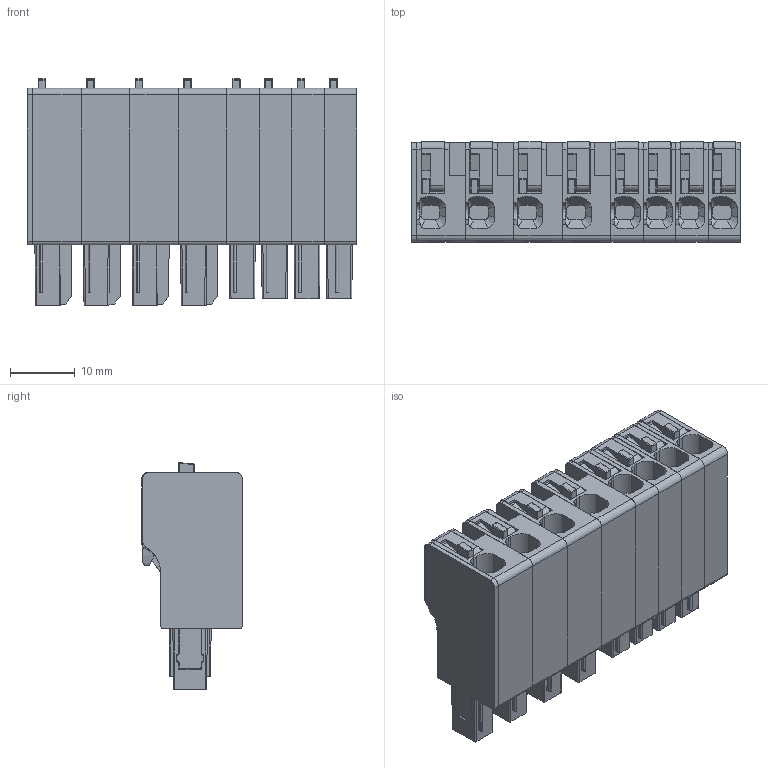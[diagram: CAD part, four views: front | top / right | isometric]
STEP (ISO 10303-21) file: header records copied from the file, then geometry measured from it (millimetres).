
FILE_DESCRIPTION(('CATIA V5 STEP Exchange','CAx-IF Rec.Pracs.--- Model Styling and Organization---1.4--- 2014-01-23'),'2;1');
FILE_NAME ('1361877-2_0_8000078352_8000078352.stp','2021-10-26T12:01:17+00:00',('none'),('Weidmueller'),'CATIA Version 5-6 Release 2016 SP3 HF44','CATIA V5 STEP AP214','none');
FILE_SCHEMA(('AUTOMOTIVE_DESIGN { 1 0 10303 214 1 1 1 1 }'));
Products named in the file (1): 8000078352
Bounding box: 50.8 x 15.5 x 35 mm (x, y, z)
Volume: 17119.4 mm3; surface area: 16794.5 mm2
Topology: 25 solids, 25 shells, 2109 faces, 5840 edges, 3817 vertices
Faces by surface type: plane 1228, cylinder 694, sphere 64, cone 60, bspline 32, torus 19, extrusion 12
Entity records: 72023 total; most frequent: CARTESIAN_POINT 20432, ORIENTED_EDGE 11552, DIRECTION 8943, EDGE_CURVE 5776, VERTEX_POINT 3817, VECTOR 3766, LINE 3754, AXIS2_PLACEMENT_3D 3113
